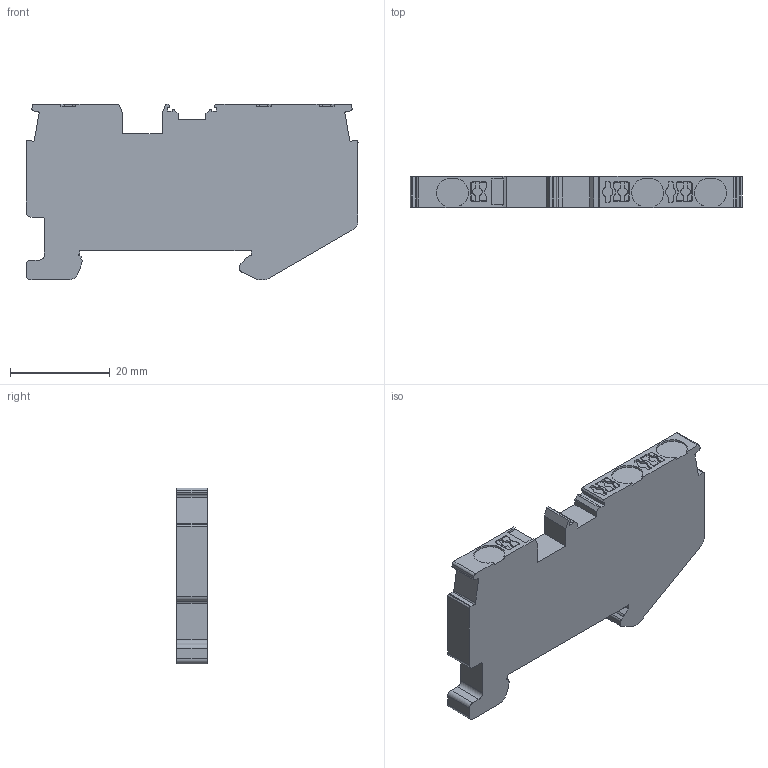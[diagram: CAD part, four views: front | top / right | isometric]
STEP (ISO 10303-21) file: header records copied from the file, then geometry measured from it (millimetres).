
FILE_DESCRIPTION( ( 'STEP AP214' ), '1' );
FILE_NAME( 'DPT4-3-PE-20190605.stp', '2022-12-15T09:54:48', ( ' ' ), ( ' ' ), 'XStep 1.0', ' ', ' ' );
FILE_SCHEMA( ( 'CONFIG_CONTROL_DESIGN) ( )' ) );
Length unit declared in the file: metre
Bounding box: 66.5 x 6.15 x 35.25 mm (x, y, z)
Volume: 11719.7 mm3; surface area: 5344.4 mm2
Topology: 1 solids, 1 shells, 268 faces, 765 edges, 510 vertices
Faces by surface type: plane 148, cylinder 120
Entity records: 10949 total; most frequent: CARTESIAN_POINT 1544, DIRECTION 1543, ORIENTED_EDGE 1530, EDGE_CURVE 765, LINE 525, VECTOR 525, VERTEX_POINT 510, AXIS2_PLACEMENT_3D 509
